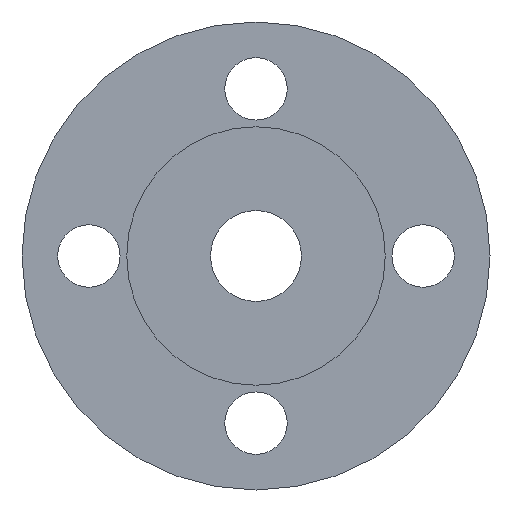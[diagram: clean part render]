
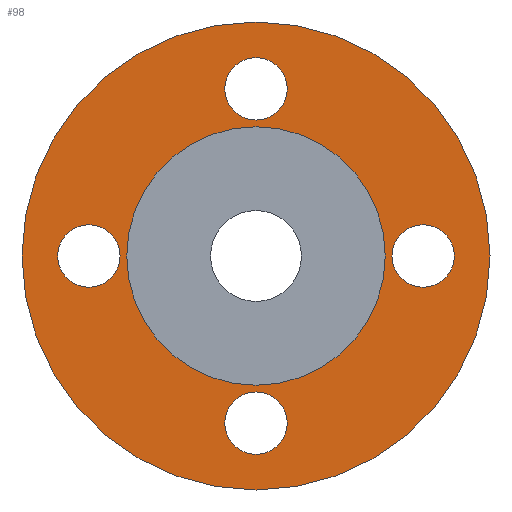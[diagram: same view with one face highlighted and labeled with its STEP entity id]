
A CAD part, front view. The second image highlights one B-rep face of the part: STEP entity #98.
In plain terms, the highlighted planar face has unit normal (0, -1, 0).
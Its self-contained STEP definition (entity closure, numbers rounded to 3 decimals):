
#2 = FACE_BOUND ( 'NONE', #444, .T. ) ;
#5 = AXIS2_PLACEMENT_3D ( 'NONE', #471, #590, #398 ) ;
#9 = AXIS2_PLACEMENT_3D ( 'NONE', #317, #200, #626 ) ;
#18 = ORIENTED_EDGE ( 'NONE', *, *, #252, .F. ) ;
#20 = AXIS2_PLACEMENT_3D ( 'NONE', #571, #686, #126 ) ;
#26 = EDGE_CURVE ( 'NONE', #491, #168, #580, .T. ) ;
#32 = DIRECTION ( 'NONE',  ( 0., 0., -1. ) ) ;
#34 = EDGE_LOOP ( 'NONE', ( #470, #224 ) ) ;
#39 = CARTESIAN_POINT ( 'NONE',  ( 0., 2., 0. ) ) ;
#56 = EDGE_LOOP ( 'NONE', ( #606, #18 ) ) ;
#59 = AXIS2_PLACEMENT_3D ( 'NONE', #713, #717, #32 ) ;
#62 = DIRECTION ( 'NONE',  ( 0., 1., 0. ) ) ;
#73 = VERTEX_POINT ( 'NONE', #669 ) ;
#77 = ORIENTED_EDGE ( 'NONE', *, *, #569, .F. ) ;
#81 = CIRCLE ( 'NONE', #640, 29. ) ;
#85 = CIRCLE ( 'NONE', #20, 29. ) ;
#92 = CARTESIAN_POINT ( 'NONE',  ( 0., 2., -37.5 ) ) ;
#98 = ADVANCED_FACE ( 'NONE', ( #741, #2, #512, #299, #493, #576 ), #309, .T. ) ;
#126 = DIRECTION ( 'NONE',  ( 0., 0., 1. ) ) ;
#128 = DIRECTION ( 'NONE',  ( 0., -1., 0. ) ) ;
#141 = CARTESIAN_POINT ( 'NONE',  ( 37.5, 2., -7. ) ) ;
#145 = AXIS2_PLACEMENT_3D ( 'NONE', #773, #209, #338 ) ;
#151 = VERTEX_POINT ( 'NONE', #487 ) ;
#168 = VERTEX_POINT ( 'NONE', #638 ) ;
#170 = EDGE_CURVE ( 'NONE', #168, #491, #678, .T. ) ;
#171 = CARTESIAN_POINT ( 'NONE',  ( 0., 2., -52.5 ) ) ;
#178 = CIRCLE ( 'NONE', #727, 52.5 ) ;
#187 = CIRCLE ( 'NONE', #59, 7. ) ;
#193 = EDGE_LOOP ( 'NONE', ( #306, #801 ) ) ;
#200 = DIRECTION ( 'NONE',  ( 0., -1., 0. ) ) ;
#201 = DIRECTION ( 'NONE',  ( 0., 0., -1. ) ) ;
#209 = DIRECTION ( 'NONE',  ( 0., -1., 0. ) ) ;
#210 = VERTEX_POINT ( 'NONE', #141 ) ;
#221 = CARTESIAN_POINT ( 'NONE',  ( 37.5, 2., 7. ) ) ;
#224 = ORIENTED_EDGE ( 'NONE', *, *, #259, .F. ) ;
#226 = CARTESIAN_POINT ( 'NONE',  ( 0., 2., -44.5 ) ) ;
#234 = DIRECTION ( 'NONE',  ( 0., 0., 1. ) ) ;
#236 = CIRCLE ( 'NONE', #5, 7. ) ;
#250 = CIRCLE ( 'NONE', #145, 7. ) ;
#252 = EDGE_CURVE ( 'NONE', #256, #210, #250, .T. ) ;
#256 = VERTEX_POINT ( 'NONE', #221 ) ;
#258 = AXIS2_PLACEMENT_3D ( 'NONE', #704, #395, #201 ) ;
#259 = EDGE_CURVE ( 'NONE', #446, #545, #236, .T. ) ;
#277 = EDGE_CURVE ( 'NONE', #545, #446, #461, .T. ) ;
#295 = CARTESIAN_POINT ( 'NONE',  ( 0., 2., 0. ) ) ;
#299 = FACE_BOUND ( 'NONE', #34, .T. ) ;
#304 = CARTESIAN_POINT ( 'NONE',  ( 0., 2., -29. ) ) ;
#306 = ORIENTED_EDGE ( 'NONE', *, *, #424, .T. ) ;
#309 = PLANE ( 'NONE',  #258 ) ;
#317 = CARTESIAN_POINT ( 'NONE',  ( 0., 2., 37.5 ) ) ;
#322 = CARTESIAN_POINT ( 'NONE',  ( 0., 2., 0. ) ) ;
#327 = EDGE_CURVE ( 'NONE', #151, #529, #187, .T. ) ;
#330 = ORIENTED_EDGE ( 'NONE', *, *, #670, .F. ) ;
#338 = DIRECTION ( 'NONE',  ( 0., 0., -1. ) ) ;
#343 = AXIS2_PLACEMENT_3D ( 'NONE', #436, #128, #497 ) ;
#372 = AXIS2_PLACEMENT_3D ( 'NONE', #710, #411, #407 ) ;
#376 = EDGE_CURVE ( 'NONE', #210, #256, #721, .T. ) ;
#388 = VERTEX_POINT ( 'NONE', #171 ) ;
#395 = DIRECTION ( 'NONE',  ( 0., -1., 0. ) ) ;
#398 = DIRECTION ( 'NONE',  ( 0., 0., -1. ) ) ;
#407 = DIRECTION ( 'NONE',  ( 0., 0., -1. ) ) ;
#411 = DIRECTION ( 'NONE',  ( 0., -1., 0. ) ) ;
#414 = DIRECTION ( 'NONE',  ( 0., -1., 0. ) ) ;
#424 = EDGE_CURVE ( 'NONE', #662, #494, #81, .T. ) ;
#436 = CARTESIAN_POINT ( 'NONE',  ( -37.5, 2., 0. ) ) ;
#444 = EDGE_LOOP ( 'NONE', ( #77, #666 ) ) ;
#446 = VERTEX_POINT ( 'NONE', #798 ) ;
#448 = CARTESIAN_POINT ( 'NONE',  ( 0., 2., 29. ) ) ;
#458 = EDGE_LOOP ( 'NONE', ( #330, #501 ) ) ;
#461 = CIRCLE ( 'NONE', #486, 7. ) ;
#463 = EDGE_LOOP ( 'NONE', ( #572, #479 ) ) ;
#470 = ORIENTED_EDGE ( 'NONE', *, *, #277, .F. ) ;
#471 = CARTESIAN_POINT ( 'NONE',  ( 0., 2., -37.5 ) ) ;
#479 = ORIENTED_EDGE ( 'NONE', *, *, #26, .F. ) ;
#486 = AXIS2_PLACEMENT_3D ( 'NONE', #92, #414, #658 ) ;
#487 = CARTESIAN_POINT ( 'NONE',  ( 0., 2., 44.5 ) ) ;
#488 = DIRECTION ( 'NONE',  ( 0., 1., 0. ) ) ;
#490 = EDGE_CURVE ( 'NONE', #388, #73, #178, .T. ) ;
#491 = VERTEX_POINT ( 'NONE', #677 ) ;
#493 = FACE_BOUND ( 'NONE', #193, .T. ) ;
#494 = VERTEX_POINT ( 'NONE', #304 ) ;
#497 = DIRECTION ( 'NONE',  ( 0., 0., -1. ) ) ;
#501 = ORIENTED_EDGE ( 'NONE', *, *, #490, .F. ) ;
#512 = FACE_BOUND ( 'NONE', #463, .T. ) ;
#529 = VERTEX_POINT ( 'NONE', #802 ) ;
#541 = AXIS2_PLACEMENT_3D ( 'NONE', #322, #62, #754 ) ;
#544 = DIRECTION ( 'NONE',  ( 0., 0., 1. ) ) ;
#545 = VERTEX_POINT ( 'NONE', #226 ) ;
#556 = AXIS2_PLACEMENT_3D ( 'NONE', #728, #600, #605 ) ;
#569 = EDGE_CURVE ( 'NONE', #529, #151, #609, .T. ) ;
#571 = CARTESIAN_POINT ( 'NONE',  ( 0., 2., 0. ) ) ;
#572 = ORIENTED_EDGE ( 'NONE', *, *, #170, .F. ) ;
#576 = FACE_OUTER_BOUND ( 'NONE', #458, .T. ) ;
#580 = CIRCLE ( 'NONE', #556, 7. ) ;
#590 = DIRECTION ( 'NONE',  ( 0., -1., 0. ) ) ;
#593 = EDGE_CURVE ( 'NONE', #494, #662, #85, .T. ) ;
#600 = DIRECTION ( 'NONE',  ( 0., -1., 0. ) ) ;
#605 = DIRECTION ( 'NONE',  ( 0., 0., -1. ) ) ;
#606 = ORIENTED_EDGE ( 'NONE', *, *, #376, .F. ) ;
#609 = CIRCLE ( 'NONE', #9, 7. ) ;
#613 = DIRECTION ( 'NONE',  ( 0., 1., 0. ) ) ;
#624 = CIRCLE ( 'NONE', #541, 52.5 ) ;
#626 = DIRECTION ( 'NONE',  ( 0., 0., -1. ) ) ;
#638 = CARTESIAN_POINT ( 'NONE',  ( -37.5, 2., -7. ) ) ;
#640 = AXIS2_PLACEMENT_3D ( 'NONE', #39, #613, #544 ) ;
#658 = DIRECTION ( 'NONE',  ( 0., 0., -1. ) ) ;
#662 = VERTEX_POINT ( 'NONE', #448 ) ;
#666 = ORIENTED_EDGE ( 'NONE', *, *, #327, .F. ) ;
#669 = CARTESIAN_POINT ( 'NONE',  ( 0., 2., 52.5 ) ) ;
#670 = EDGE_CURVE ( 'NONE', #73, #388, #624, .T. ) ;
#677 = CARTESIAN_POINT ( 'NONE',  ( -37.5, 2., 7. ) ) ;
#678 = CIRCLE ( 'NONE', #343, 7. ) ;
#686 = DIRECTION ( 'NONE',  ( 0., 1., 0. ) ) ;
#704 = CARTESIAN_POINT ( 'NONE',  ( 0., 2., 29. ) ) ;
#710 = CARTESIAN_POINT ( 'NONE',  ( 37.5, 2., 0. ) ) ;
#713 = CARTESIAN_POINT ( 'NONE',  ( 0., 2., 37.5 ) ) ;
#717 = DIRECTION ( 'NONE',  ( 0., -1., 0. ) ) ;
#721 = CIRCLE ( 'NONE', #372, 7. ) ;
#727 = AXIS2_PLACEMENT_3D ( 'NONE', #295, #488, #234 ) ;
#728 = CARTESIAN_POINT ( 'NONE',  ( -37.5, 2., 0. ) ) ;
#741 = FACE_BOUND ( 'NONE', #56, .T. ) ;
#754 = DIRECTION ( 'NONE',  ( 0., 0., 1. ) ) ;
#773 = CARTESIAN_POINT ( 'NONE',  ( 37.5, 2., 0. ) ) ;
#798 = CARTESIAN_POINT ( 'NONE',  ( 0., 2., -30.5 ) ) ;
#801 = ORIENTED_EDGE ( 'NONE', *, *, #593, .T. ) ;
#802 = CARTESIAN_POINT ( 'NONE',  ( 0., 2., 30.5 ) ) ;
